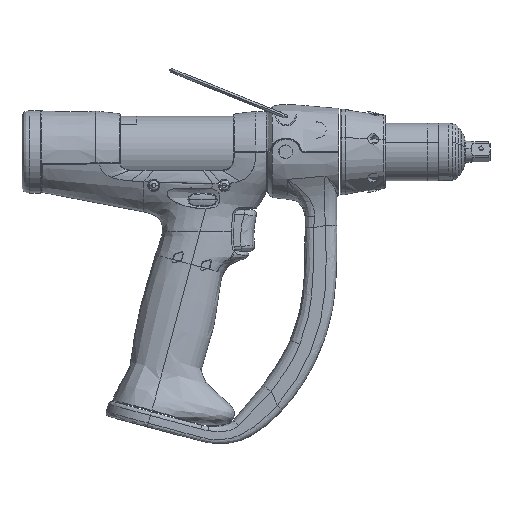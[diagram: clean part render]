
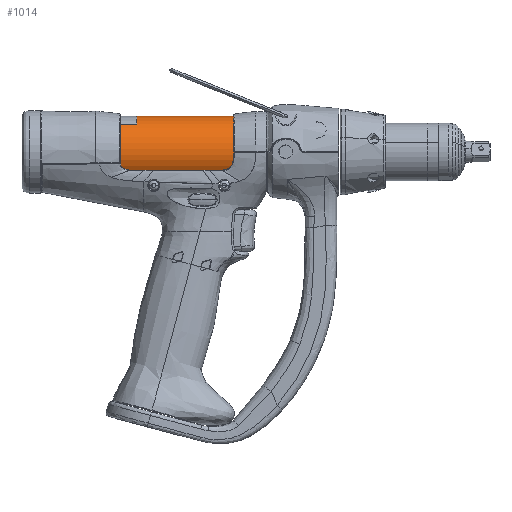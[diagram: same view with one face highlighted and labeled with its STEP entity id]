
A CAD part, top view. The second image highlights one B-rep face of the part: STEP entity #1014.
In plain terms, the highlighted cylindrical face has radius 20.229 mm (diameter 40.457 mm), a partial arc.
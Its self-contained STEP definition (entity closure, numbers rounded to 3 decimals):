
#912=DIRECTION('',(1.,0.,0.));
#913=VECTOR('',#912,66.03);
#914=CARTESIAN_POINT('',(-132.58,20.229,0.));
#915=LINE('',#914,#913);
#921=CARTESIAN_POINT('',(-132.08,-16.184,12.136));
#922=CARTESIAN_POINT('',(-132.148,-16.184,12.136));
#923=CARTESIAN_POINT('',(-132.274,-16.167,12.158));
#924=CARTESIAN_POINT('',(-132.443,-16.101,12.245));
#925=CARTESIAN_POINT('',(-132.553,-15.998,12.38));
#926=CARTESIAN_POINT('',(-132.58,-15.919,12.481));
#927=CARTESIAN_POINT('',(-132.58,-15.876,12.535));
#929=CARTESIAN_POINT('',(-132.58,0.,0.));
#930=DIRECTION('',(-1.,0.,0.));
#931=DIRECTION('',(0.,-0.785,0.62));
#932=AXIS2_PLACEMENT_3D('',#929,#930,#931);
#934=CARTESIAN_POINT('',(-66.55,0.,0.));
#935=DIRECTION('',(1.,0.,0.));
#936=DIRECTION('',(0.,1.,0.));
#937=AXIS2_PLACEMENT_3D('',#934,#935,#936);
#939=CARTESIAN_POINT('',(-66.55,-15.876,12.535));
#940=CARTESIAN_POINT('',(-66.55,-15.919,12.481));
#941=CARTESIAN_POINT('',(-66.577,-15.998,12.38));
#942=CARTESIAN_POINT('',(-66.687,-16.101,12.245));
#943=CARTESIAN_POINT('',(-66.856,-16.167,12.158));
#944=CARTESIAN_POINT('',(-66.982,-16.184,12.136));
#945=CARTESIAN_POINT('',(-67.05,-16.184,12.136));
#947=DIRECTION('',(-1.,0.,0.));
#948=VECTOR('',#947,50.53);
#949=CARTESIAN_POINT('',(-67.05,-16.184,12.136));
#950=LINE('',#949,#948);
#951=DIRECTION('',(-1.,0.,0.));
#952=VECTOR('',#951,14.5);
#953=CARTESIAN_POINT('',(-117.58,-16.184,12.136));
#954=LINE('',#953,#952);
#959=CARTESIAN_POINT('',(-66.55,20.229,0.));
#960=VERTEX_POINT('',#959);
#961=CARTESIAN_POINT('',(-132.58,20.229,0.));
#962=VERTEX_POINT('',#961);
#963=VERTEX_POINT('',#927);
#964=VERTEX_POINT('',#921);
#965=CARTESIAN_POINT('',(-66.55,-15.876,12.535));
#966=VERTEX_POINT('',#965);
#967=VERTEX_POINT('',#945);
#970=CARTESIAN_POINT('',(-117.58,-16.184,12.136));
#971=VERTEX_POINT('',#970);
#994=CARTESIAN_POINT('',(-132.58,0.,0.));
#995=DIRECTION('',(1.,0.,0.));
#996=DIRECTION('',(0.,1.,0.));
#997=AXIS2_PLACEMENT_3D('',#994,#995,#996);
#998=CYLINDRICAL_SURFACE('',#997,20.229);
#1000=ORIENTED_EDGE('',*,*,#999,.T.);
#1002=ORIENTED_EDGE('',*,*,#1001,.T.);
#1003=ORIENTED_EDGE('',*,*,#987,.T.);
#1005=ORIENTED_EDGE('',*,*,#1004,.T.);
#1007=ORIENTED_EDGE('',*,*,#1006,.T.);
#1009=ORIENTED_EDGE('',*,*,#1008,.T.);
#1011=ORIENTED_EDGE('',*,*,#1010,.T.);
#1012=EDGE_LOOP('',(#1000,#1002,#1003,#1005,#1007,#1009,#1011));
#1013=FACE_OUTER_BOUND('',#1012,.F.);
#1014=ADVANCED_FACE('',(#1013),#998,.T.);
#928=B_SPLINE_CURVE_WITH_KNOTS('',3,(#921,#922,#923,#924,#925,#926,#927),
.UNSPECIFIED.,.F.,.F.,(4,1,1,1,4),(0.,0.25,0.5,0.75,1.),
.UNSPECIFIED.);
#933=CIRCLE('',#932,20.229);
#938=CIRCLE('',#937,20.229);
#946=B_SPLINE_CURVE_WITH_KNOTS('',3,(#939,#940,#941,#942,#943,#944,#945),
.UNSPECIFIED.,.F.,.F.,(4,1,1,1,4),(0.,0.25,0.5,0.75,1.),
.UNSPECIFIED.);
#987=EDGE_CURVE('',#962,#960,#915,.T.);
#999=EDGE_CURVE('',#964,#963,#928,.T.);
#1001=EDGE_CURVE('',#963,#962,#933,.T.);
#1004=EDGE_CURVE('',#960,#966,#938,.T.);
#1006=EDGE_CURVE('',#966,#967,#946,.T.);
#1008=EDGE_CURVE('',#967,#971,#950,.T.);
#1010=EDGE_CURVE('',#971,#964,#954,.T.);
